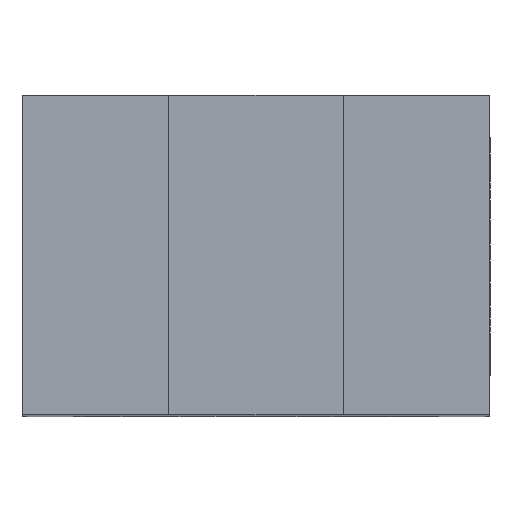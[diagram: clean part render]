
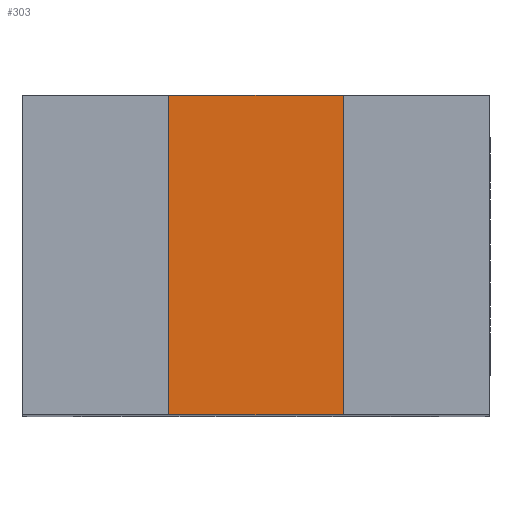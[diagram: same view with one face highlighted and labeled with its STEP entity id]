
A CAD part, top view. The second image highlights one B-rep face of the part: STEP entity #303.
In plain terms, the highlighted planar face has unit normal (0, 0, 1).
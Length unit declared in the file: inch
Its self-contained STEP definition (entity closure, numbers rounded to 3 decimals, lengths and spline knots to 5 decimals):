
#39 = DIRECTION ( 'NONE',  ( 0., 1., 0. ) ) ;
#66 = VERTEX_POINT ( 'NONE', #253 ) ;
#77 = VECTOR ( 'NONE', #618, 39.37008 ) ;
#90 = EDGE_CURVE ( 'NONE', #186, #221, #106, .T. ) ;
#106 = LINE ( 'NONE', #913, #77 ) ;
#143 = ORIENTED_EDGE ( 'NONE', *, *, #713, .F. ) ;
#186 = VERTEX_POINT ( 'NONE', #926 ) ;
#195 = ORIENTED_EDGE ( 'NONE', *, *, #543, .T. ) ;
#209 = LINE ( 'NONE', #508, #887 ) ;
#215 = CARTESIAN_POINT ( 'NONE',  ( 0., 0.35, 1.165 ) ) ;
#221 = VERTEX_POINT ( 'NONE', #764 ) ;
#233 = ORIENTED_EDGE ( 'NONE', *, *, #613, .T. ) ;
#253 = CARTESIAN_POINT ( 'NONE',  ( 0.255, 0.35, 1.165 ) ) ;
#285 = DIRECTION ( 'NONE',  ( 1., 0., 0. ) ) ;
#303 = ADVANCED_FACE ( 'NONE', ( #404 ), #836, .T. ) ;
#307 = VECTOR ( 'NONE', #599, 39.37008 ) ;
#366 = LINE ( 'NONE', #215, #921 ) ;
#404 = FACE_OUTER_BOUND ( 'NONE', #534, .T. ) ;
#435 = CARTESIAN_POINT ( 'NONE',  ( -0.555, 0.35, 1.165 ) ) ;
#449 = CARTESIAN_POINT ( 'NONE',  ( 0.255, -2.10967, 1.165 ) ) ;
#508 = CARTESIAN_POINT ( 'NONE',  ( -0.555, -2.10967, 1.165 ) ) ;
#534 = EDGE_LOOP ( 'NONE', ( #143, #233, #195, #880 ) ) ;
#543 = EDGE_CURVE ( 'NONE', #66, #221, #816, .T. ) ;
#598 = AXIS2_PLACEMENT_3D ( 'NONE', #784, #762, #699 ) ;
#599 = DIRECTION ( 'NONE',  ( 0., 1., 0. ) ) ;
#613 = EDGE_CURVE ( 'NONE', #672, #66, #366, .T. ) ;
#618 = DIRECTION ( 'NONE',  ( 1., 0., 0. ) ) ;
#672 = VERTEX_POINT ( 'NONE', #435 ) ;
#699 = DIRECTION ( 'NONE',  ( 1., 0., 0. ) ) ;
#713 = EDGE_CURVE ( 'NONE', #672, #186, #209, .T. ) ;
#762 = DIRECTION ( 'NONE',  ( 0., 0., 1. ) ) ;
#764 = CARTESIAN_POINT ( 'NONE',  ( 0.255, 1.1, 1.165 ) ) ;
#784 = CARTESIAN_POINT ( 'NONE',  ( 0., -2.10967, 1.165 ) ) ;
#816 = LINE ( 'NONE', #449, #307 ) ;
#836 = PLANE ( 'NONE',  #598 ) ;
#880 = ORIENTED_EDGE ( 'NONE', *, *, #90, .F. ) ;
#887 = VECTOR ( 'NONE', #39, 39.37008 ) ;
#913 = CARTESIAN_POINT ( 'NONE',  ( 0., 1.1, 1.165 ) ) ;
#921 = VECTOR ( 'NONE', #285, 39.37008 ) ;
#926 = CARTESIAN_POINT ( 'NONE',  ( -0.555, 1.1, 1.165 ) ) ;
